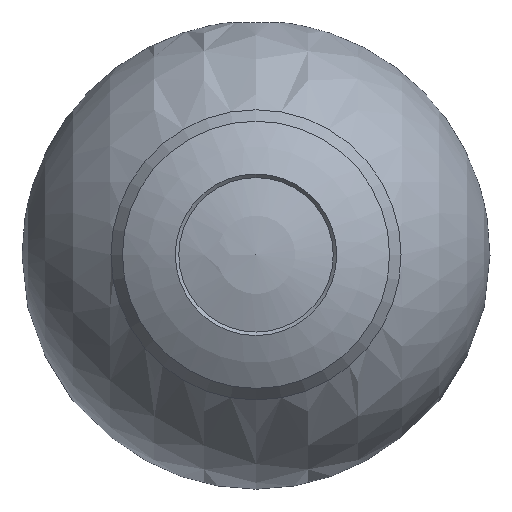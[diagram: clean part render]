
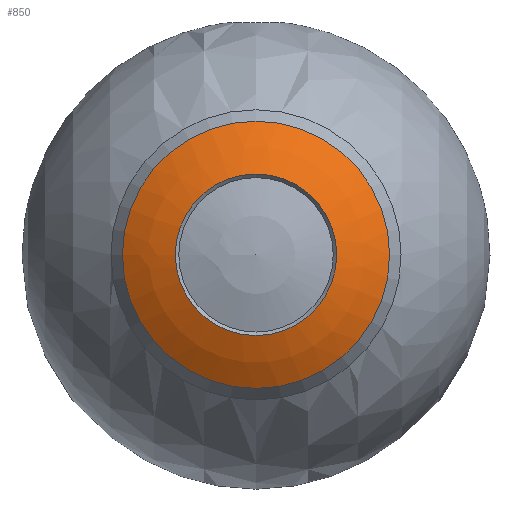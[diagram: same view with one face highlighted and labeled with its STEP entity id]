
A CAD part, top view. The second image highlights one B-rep face of the part: STEP entity #850.
In plain terms, the highlighted spherical face has radius 25.7 mm.
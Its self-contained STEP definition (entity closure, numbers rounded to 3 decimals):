
#178=FACE_OUTER_BOUND('',#227,.T.);
#227=EDGE_LOOP('',(#706,#707,#708,#709,#710,#711,#712,#713));
#299=CIRCLE('',#951,14.274);
#300=CIRCLE('',#952,14.274);
#301=CIRCLE('',#953,14.274);
#306=CIRCLE('',#960,8.626);
#307=CIRCLE('',#961,8.626);
#308=CIRCLE('',#962,8.626);
#309=CIRCLE('',#964,25.7);
#390=VERTEX_POINT('',#1633);
#391=VERTEX_POINT('',#1635);
#392=VERTEX_POINT('',#1637);
#397=VERTEX_POINT('',#1650);
#398=VERTEX_POINT('',#1652);
#399=VERTEX_POINT('',#1654);
#501=EDGE_CURVE('',#390,#391,#299,.T.);
#502=EDGE_CURVE('',#391,#392,#300,.T.);
#503=EDGE_CURVE('',#392,#390,#301,.T.);
#509=EDGE_CURVE('',#398,#397,#306,.T.);
#510=EDGE_CURVE('',#399,#398,#307,.T.);
#511=EDGE_CURVE('',#397,#399,#308,.T.);
#512=EDGE_CURVE('',#399,#391,#309,.T.);
#706=ORIENTED_EDGE('',*,*,#509,.T.);
#707=ORIENTED_EDGE('',*,*,#511,.T.);
#708=ORIENTED_EDGE('',*,*,#512,.T.);
#709=ORIENTED_EDGE('',*,*,#501,.F.);
#710=ORIENTED_EDGE('',*,*,#503,.F.);
#711=ORIENTED_EDGE('',*,*,#502,.F.);
#712=ORIENTED_EDGE('',*,*,#512,.F.);
#713=ORIENTED_EDGE('',*,*,#510,.T.);
#824=SPHERICAL_SURFACE('',#963,25.7);
#850=ADVANCED_FACE('',(#178),#824,.T.);
#951=AXIS2_PLACEMENT_3D('',#1636,#1158,#1159);
#952=AXIS2_PLACEMENT_3D('',#1638,#1160,#1161);
#953=AXIS2_PLACEMENT_3D('',#1639,#1162,#1163);
#960=AXIS2_PLACEMENT_3D('',#1653,#1177,#1178);
#961=AXIS2_PLACEMENT_3D('',#1655,#1179,#1180);
#962=AXIS2_PLACEMENT_3D('',#1656,#1181,#1182);
#963=AXIS2_PLACEMENT_3D('',#1657,#1183,#1184);
#964=AXIS2_PLACEMENT_3D('',#1658,#1185,#1186);
#1158=DIRECTION('center_axis',(0.,0.,-1.));
#1159=DIRECTION('ref_axis',(1.,0.,0.));
#1160=DIRECTION('center_axis',(0.,0.,-1.));
#1161=DIRECTION('ref_axis',(1.,0.,0.));
#1162=DIRECTION('center_axis',(0.,0.,-1.));
#1163=DIRECTION('ref_axis',(1.,0.,0.));
#1177=DIRECTION('center_axis',(0.,0.,-1.));
#1178=DIRECTION('ref_axis',(1.,0.,0.));
#1179=DIRECTION('center_axis',(0.,0.,-1.));
#1180=DIRECTION('ref_axis',(1.,0.,0.));
#1181=DIRECTION('center_axis',(0.,0.,-1.));
#1182=DIRECTION('ref_axis',(1.,0.,0.));
#1183=DIRECTION('center_axis',(0.,0.,1.));
#1184=DIRECTION('ref_axis',(1.,0.,0.));
#1185=DIRECTION('center_axis',(0.,-1.,0.));
#1186=DIRECTION('ref_axis',(-1.,0.,0.));
#1633=CARTESIAN_POINT('',(0.,-14.274,21.372));
#1635=CARTESIAN_POINT('',(-14.274,0.,21.372));
#1636=CARTESIAN_POINT('Origin',(0.,0.,21.372));
#1637=CARTESIAN_POINT('',(0.,14.274,21.372));
#1638=CARTESIAN_POINT('Origin',(0.,0.,21.372));
#1639=CARTESIAN_POINT('Origin',(0.,0.,21.372));
#1650=CARTESIAN_POINT('',(0.,-8.626,24.209));
#1652=CARTESIAN_POINT('',(0.,8.626,24.209));
#1653=CARTESIAN_POINT('Origin',(0.,0.,24.209));
#1654=CARTESIAN_POINT('',(-8.626,0.,24.209));
#1655=CARTESIAN_POINT('Origin',(0.,0.,24.209));
#1656=CARTESIAN_POINT('Origin',(0.,0.,24.209));
#1657=CARTESIAN_POINT('Origin',(0.,0.,0.));
#1658=CARTESIAN_POINT('Origin',(0.,0.,0.));
